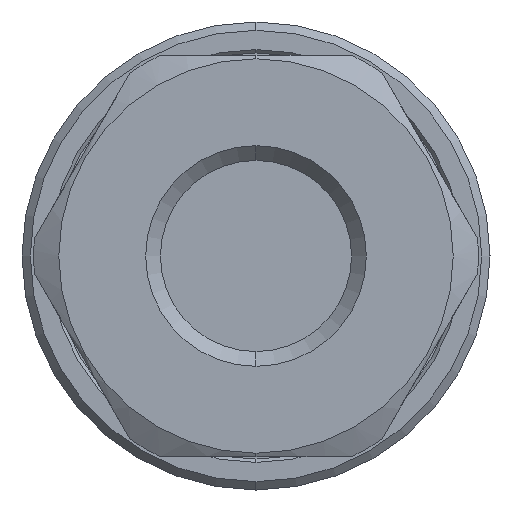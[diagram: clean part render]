
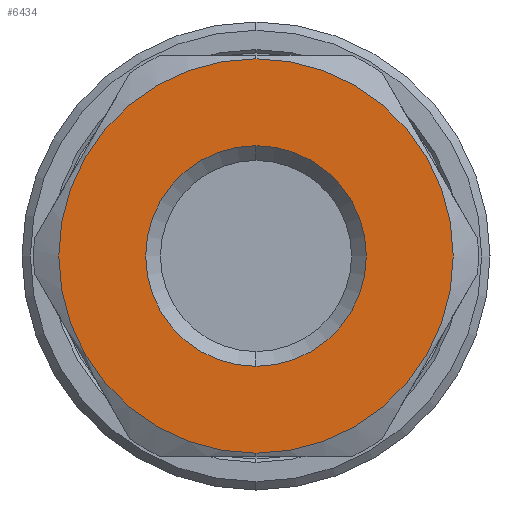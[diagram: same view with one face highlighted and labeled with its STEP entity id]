
A CAD part, left-side view. The second image highlights one B-rep face of the part: STEP entity #6434.
In plain terms, the highlighted planar face has unit normal (-1, 0, 0).
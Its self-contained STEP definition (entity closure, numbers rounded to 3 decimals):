
#312 = CIRCLE ( 'NONE', #4270, 6.6 ) ;
#337 = CIRCLE ( 'NONE', #3802, 11.8 ) ;
#343 = CIRCLE ( 'NONE', #3678, 6.6 ) ;
#1163 = VERTEX_POINT ( 'NONE', #4377 ) ;
#1171 = VERTEX_POINT ( 'NONE', #4385 ) ;
#1360 = EDGE_CURVE ( 'NONE', #1171, #1163, #312, .T. ) ;
#1388 = EDGE_CURVE ( 'NONE', #3906, #4134, #337, .T. ) ;
#1392 = EDGE_CURVE ( 'NONE', #1163, #1171, #343, .T. ) ;
#1626 = EDGE_CURVE ( 'NONE', #4134, #3906, #7233, .T. ) ;
#2015 = DIRECTION ( 'NONE',  ( 1., 0., 0. ) ) ;
#2016 = CARTESIAN_POINT ( 'NONE',  ( 0., 0., 0. ) ) ;
#2236 = AXIS2_PLACEMENT_3D ( 'NONE', #6103, #6104, #6105 ) ;
#2259 = DIRECTION ( 'NONE',  ( 0., 0., -1. ) ) ;
#3182 = EDGE_LOOP ( 'NONE', ( #5188, #5189 ) ) ;
#3194 = EDGE_LOOP ( 'NONE', ( #5190, #5191 ) ) ;
#3678 = AXIS2_PLACEMENT_3D ( 'NONE', #4937, #4926, #4947 ) ;
#3763 = AXIS2_PLACEMENT_3D ( 'NONE', #2016, #2015, #2259 ) ;
#3802 = AXIS2_PLACEMENT_3D ( 'NONE', #4655, #4723, #4932 ) ;
#3906 = VERTEX_POINT ( 'NONE', #8783 ) ;
#4134 = VERTEX_POINT ( 'NONE', #9011 ) ;
#4270 = AXIS2_PLACEMENT_3D ( 'NONE', #6687, #6654, #6694 ) ;
#4377 = CARTESIAN_POINT ( 'NONE',  ( 0., 0., 6.6 ) ) ;
#4385 = CARTESIAN_POINT ( 'NONE',  ( 0., 0., -6.6 ) ) ;
#4655 = CARTESIAN_POINT ( 'NONE',  ( 0., 0., 0. ) ) ;
#4723 = DIRECTION ( 'NONE',  ( 1., 0., 0. ) ) ;
#4926 = DIRECTION ( 'NONE',  ( 1., 0., 0. ) ) ;
#4932 = DIRECTION ( 'NONE',  ( 0., 0., -1. ) ) ;
#4937 = CARTESIAN_POINT ( 'NONE',  ( 0., 0., 0. ) ) ;
#4947 = DIRECTION ( 'NONE',  ( 0., 0., -1. ) ) ;
#5188 = ORIENTED_EDGE ( 'NONE', *, *, #1392, .T. ) ;
#5189 = ORIENTED_EDGE ( 'NONE', *, *, #1360, .T. ) ;
#5190 = ORIENTED_EDGE ( 'NONE', *, *, #1388, .F. ) ;
#5191 = ORIENTED_EDGE ( 'NONE', *, *, #1626, .F. ) ;
#6102 = PLANE ( 'NONE',  #2236 ) ;
#6103 = CARTESIAN_POINT ( 'NONE',  ( 0., 11.8, 0. ) ) ;
#6104 = DIRECTION ( 'NONE',  ( -1., 0., 0. ) ) ;
#6105 = DIRECTION ( 'NONE',  ( 0., 0., 1. ) ) ;
#6434 = ADVANCED_FACE ( 'NONE', ( #8154, #8155 ), #6102, .T. ) ;
#6654 = DIRECTION ( 'NONE',  ( 1., 0., 0. ) ) ;
#6687 = CARTESIAN_POINT ( 'NONE',  ( 0., 0., 0. ) ) ;
#6694 = DIRECTION ( 'NONE',  ( 0., 0., -1. ) ) ;
#7233 = CIRCLE ( 'NONE', #3763, 11.8 ) ;
#8154 = FACE_BOUND ( 'NONE', #3182, .T. ) ;
#8155 = FACE_OUTER_BOUND ( 'NONE', #3194, .T. ) ;
#8783 = CARTESIAN_POINT ( 'NONE',  ( 0., 0., -11.8 ) ) ;
#9011 = CARTESIAN_POINT ( 'NONE',  ( 0., 0., 11.8 ) ) ;
